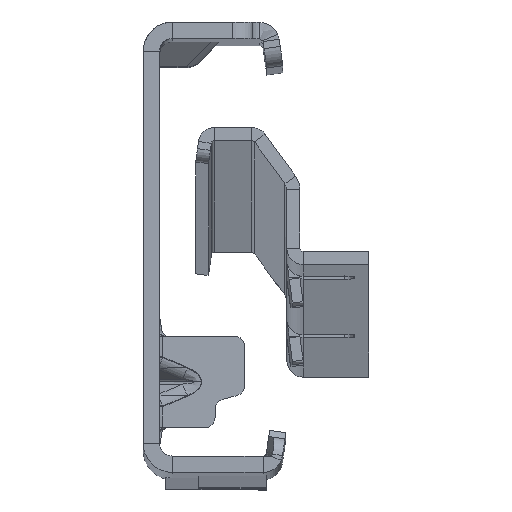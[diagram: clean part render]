
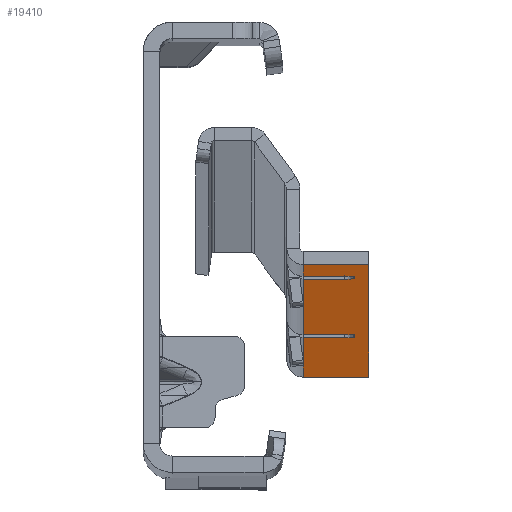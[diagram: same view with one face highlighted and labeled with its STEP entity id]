
A CAD part, top view. The second image highlights one B-rep face of the part: STEP entity #19410.
In plain terms, the highlighted face is planar.
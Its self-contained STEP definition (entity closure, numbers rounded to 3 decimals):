
#20 = LINE ( 'NONE', #46389, #2889 ) ;
#396 = VECTOR ( 'NONE', #5481, 1000. ) ;
#843 = VERTEX_POINT ( 'NONE', #20326 ) ;
#1742 = VERTEX_POINT ( 'NONE', #13235 ) ;
#1860 = VERTEX_POINT ( 'NONE', #26881 ) ;
#2343 = VERTEX_POINT ( 'NONE', #4869 ) ;
#2388 = CARTESIAN_POINT ( 'NONE',  ( 6.854, -2., -82.5 ) ) ;
#2865 = CARTESIAN_POINT ( 'NONE',  ( 10.554, -2., 0. ) ) ;
#2881 = CARTESIAN_POINT ( 'NONE',  ( 8.354, -2., -407. ) ) ;
#2889 = VECTOR ( 'NONE', #42318, 1000. ) ;
#3039 = DIRECTION ( 'NONE',  ( 1., 0., 0. ) ) ;
#3261 = VECTOR ( 'NONE', #25756, 1000. ) ;
#3303 = DIRECTION ( 'NONE',  ( -1., 0., 0. ) ) ;
#3547 = EDGE_LOOP ( 'NONE', ( #32312, #44620, #31101, #13204, #30048, #40163, #21113, #45567, #20716, #22747, #42345, #49653, #39602, #30271, #25211, #50252 ) ) ;
#4082 = LINE ( 'NONE', #18801, #5273 ) ;
#4107 = CARTESIAN_POINT ( 'NONE',  ( 0.5, -2., -68. ) ) ;
#4869 = CARTESIAN_POINT ( 'NONE',  ( 6.854, -2., -421.5 ) ) ;
#5182 = VECTOR ( 'NONE', #29697, 1000. ) ;
#5273 = VECTOR ( 'NONE', #38225, 1000. ) ;
#5481 = DIRECTION ( 'NONE',  ( 0., 0., 1. ) ) ;
#5499 = FACE_OUTER_BOUND ( 'NONE', #3547, .T. ) ;
#6026 = EDGE_CURVE ( 'NONE', #1742, #37896, #15987, .T. ) ;
#6191 = EDGE_CURVE ( 'NONE', #2343, #15725, #29469, .T. ) ;
#7100 = AXIS2_PLACEMENT_3D ( 'NONE', #38433, #15220, #3039 ) ;
#7494 = VECTOR ( 'NONE', #25023, 1000. ) ;
#7622 = CIRCLE ( 'NONE', #36129, 1.5 ) ;
#8428 = CARTESIAN_POINT ( 'NONE',  ( 0.5, -2., -650. ) ) ;
#8510 = CARTESIAN_POINT ( 'NONE',  ( 0.5, -2., -84. ) ) ;
#8673 = AXIS2_PLACEMENT_3D ( 'NONE', #17445, #12889, #44445 ) ;
#9095 = CARTESIAN_POINT ( 'NONE',  ( 6.854, -2., -407. ) ) ;
#10507 = DIRECTION ( 'NONE',  ( -1., 0., 0. ) ) ;
#11046 = VECTOR ( 'NONE', #34776, 1000. ) ;
#11144 = EDGE_CURVE ( 'NONE', #16626, #36610, #14519, .T. ) ;
#11804 = CARTESIAN_POINT ( 'NONE',  ( 8.354, -2., -69.5 ) ) ;
#12889 = DIRECTION ( 'NONE',  ( 0., 1., 0. ) ) ;
#13026 = VERTEX_POINT ( 'NONE', #2881 ) ;
#13204 = ORIENTED_EDGE ( 'NONE', *, *, #25473, .T. ) ;
#13235 = CARTESIAN_POINT ( 'NONE',  ( 0.5, -2., -405.5 ) ) ;
#13371 = CARTESIAN_POINT ( 'NONE',  ( 0.5, -2., -650. ) ) ;
#13640 = VECTOR ( 'NONE', #32293, 1000. ) ;
#13691 = EDGE_CURVE ( 'NONE', #843, #16626, #7622, .T. ) ;
#14519 = LINE ( 'NONE', #45831, #27096 ) ;
#15148 = VERTEX_POINT ( 'NONE', #4107 ) ;
#15220 = DIRECTION ( 'NONE',  ( 0., 1., 0. ) ) ;
#15260 = CIRCLE ( 'NONE', #45396, 1.5 ) ;
#15448 = EDGE_CURVE ( 'NONE', #37629, #29186, #16040, .T. ) ;
#15720 = CARTESIAN_POINT ( 'NONE',  ( -1.146, -2., -405.5 ) ) ;
#15725 = VERTEX_POINT ( 'NONE', #46851 ) ;
#15942 = LINE ( 'NONE', #21172, #7494 ) ;
#15977 = EDGE_CURVE ( 'NONE', #37896, #13026, #15260, .T. ) ;
#15987 = LINE ( 'NONE', #15720, #36463 ) ;
#16040 = CIRCLE ( 'NONE', #7100, 1.5 ) ;
#16463 = DIRECTION ( 'NONE',  ( 1., 0., 0. ) ) ;
#16548 = VECTOR ( 'NONE', #18363, 1000. ) ;
#16626 = VERTEX_POINT ( 'NONE', #41710 ) ;
#17445 = CARTESIAN_POINT ( 'NONE',  ( 0., -2., -650. ) ) ;
#17450 = LINE ( 'NONE', #25092, #5182 ) ;
#17506 = DIRECTION ( 'NONE',  ( 0., 1., 0. ) ) ;
#17685 = EDGE_CURVE ( 'NONE', #29186, #843, #19168, .T. ) ;
#17695 = LINE ( 'NONE', #13371, #396 ) ;
#18363 = DIRECTION ( 'NONE',  ( 0., 0., 1. ) ) ;
#18801 = CARTESIAN_POINT ( 'NONE',  ( 6.854, -2., -68. ) ) ;
#19168 = LINE ( 'NONE', #11804, #11046 ) ;
#19410 = ADVANCED_FACE ( 'NONE', ( #5499 ), #47792, .F. ) ;
#19853 = VERTEX_POINT ( 'NONE', #8428 ) ;
#20326 = CARTESIAN_POINT ( 'NONE',  ( 8.354, -2., -82.5 ) ) ;
#20716 = ORIENTED_EDGE ( 'NONE', *, *, #15448, .T. ) ;
#20769 = DIRECTION ( 'NONE',  ( 0., 0., 1. ) ) ;
#21113 = ORIENTED_EDGE ( 'NONE', *, *, #35253, .F. ) ;
#21172 = CARTESIAN_POINT ( 'NONE',  ( 0., -2., 0. ) ) ;
#21275 = EDGE_CURVE ( 'NONE', #15148, #37629, #4082, .T. ) ;
#21737 = EDGE_CURVE ( 'NONE', #49496, #1860, #15942, .T. ) ;
#22747 = ORIENTED_EDGE ( 'NONE', *, *, #17685, .T. ) ;
#23598 = CIRCLE ( 'NONE', #47245, 1.5 ) ;
#24979 = CARTESIAN_POINT ( 'NONE',  ( 0.5, -2., -650. ) ) ;
#25023 = DIRECTION ( 'NONE',  ( -1., 0., 0. ) ) ;
#25092 = CARTESIAN_POINT ( 'NONE',  ( 10.554, -2., -650. ) ) ;
#25211 = ORIENTED_EDGE ( 'NONE', *, *, #15977, .T. ) ;
#25432 = DIRECTION ( 'NONE',  ( 0., 0., -1. ) ) ;
#25473 = EDGE_CURVE ( 'NONE', #19853, #29309, #17450, .T. ) ;
#25756 = DIRECTION ( 'NONE',  ( 0., 0., 1. ) ) ;
#26881 = CARTESIAN_POINT ( 'NONE',  ( 0.5, -2., 0. ) ) ;
#27096 = VECTOR ( 'NONE', #3303, 1000. ) ;
#28067 = CARTESIAN_POINT ( 'NONE',  ( 8.354, -2., -69.5 ) ) ;
#29186 = VERTEX_POINT ( 'NONE', #28067 ) ;
#29309 = VERTEX_POINT ( 'NONE', #47947 ) ;
#29469 = LINE ( 'NONE', #44999, #13640 ) ;
#29697 = DIRECTION ( 'NONE',  ( 1., 0., 0. ) ) ;
#30043 = DIRECTION ( 'NONE',  ( 0., 1., 0. ) ) ;
#30048 = ORIENTED_EDGE ( 'NONE', *, *, #37776, .T. ) ;
#30271 = ORIENTED_EDGE ( 'NONE', *, *, #6026, .T. ) ;
#31101 = ORIENTED_EDGE ( 'NONE', *, *, #39698, .F. ) ;
#31719 = CARTESIAN_POINT ( 'NONE',  ( 8.354, -2., -420. ) ) ;
#32293 = DIRECTION ( 'NONE',  ( -1., 0., 0. ) ) ;
#32312 = ORIENTED_EDGE ( 'NONE', *, *, #33837, .T. ) ;
#32927 = EDGE_CURVE ( 'NONE', #1742, #36610, #44095, .T. ) ;
#33094 = DIRECTION ( 'NONE',  ( 0., 0., -1. ) ) ;
#33837 = EDGE_CURVE ( 'NONE', #40609, #2343, #23598, .T. ) ;
#34776 = DIRECTION ( 'NONE',  ( 0., 0., -1. ) ) ;
#35062 = VECTOR ( 'NONE', #20769, 1000. ) ;
#35253 = EDGE_CURVE ( 'NONE', #15148, #1860, #43063, .T. ) ;
#36129 = AXIS2_PLACEMENT_3D ( 'NONE', #2388, #37305, #10507 ) ;
#36463 = VECTOR ( 'NONE', #16463, 1000. ) ;
#36610 = VERTEX_POINT ( 'NONE', #8510 ) ;
#36625 = CARTESIAN_POINT ( 'NONE',  ( 0.5, -2., -650. ) ) ;
#37305 = DIRECTION ( 'NONE',  ( 0., 1., 0. ) ) ;
#37629 = VERTEX_POINT ( 'NONE', #45645 ) ;
#37761 = LINE ( 'NONE', #2865, #16548 ) ;
#37776 = EDGE_CURVE ( 'NONE', #29309, #49496, #37761, .T. ) ;
#37896 = VERTEX_POINT ( 'NONE', #48882 ) ;
#38225 = DIRECTION ( 'NONE',  ( 1., 0., 0. ) ) ;
#38433 = CARTESIAN_POINT ( 'NONE',  ( 6.854, -2., -69.5 ) ) ;
#39099 = EDGE_CURVE ( 'NONE', #13026, #40609, #20, .T. ) ;
#39602 = ORIENTED_EDGE ( 'NONE', *, *, #32927, .F. ) ;
#39698 = EDGE_CURVE ( 'NONE', #19853, #15725, #17695, .T. ) ;
#40163 = ORIENTED_EDGE ( 'NONE', *, *, #21737, .T. ) ;
#40609 = VERTEX_POINT ( 'NONE', #31719 ) ;
#41489 = CARTESIAN_POINT ( 'NONE',  ( 6.854, -2., -420. ) ) ;
#41710 = CARTESIAN_POINT ( 'NONE',  ( 6.854, -2., -84. ) ) ;
#41996 = CARTESIAN_POINT ( 'NONE',  ( 10.554, -2., 0. ) ) ;
#42318 = DIRECTION ( 'NONE',  ( 0., 0., -1. ) ) ;
#42345 = ORIENTED_EDGE ( 'NONE', *, *, #13691, .T. ) ;
#43063 = LINE ( 'NONE', #36625, #35062 ) ;
#44095 = LINE ( 'NONE', #24979, #3261 ) ;
#44445 = DIRECTION ( 'NONE',  ( -1., 0., 0. ) ) ;
#44620 = ORIENTED_EDGE ( 'NONE', *, *, #6191, .T. ) ;
#44999 = CARTESIAN_POINT ( 'NONE',  ( -1.146, -2., -421.5 ) ) ;
#45396 = AXIS2_PLACEMENT_3D ( 'NONE', #9095, #17506, #33094 ) ;
#45567 = ORIENTED_EDGE ( 'NONE', *, *, #21275, .T. ) ;
#45645 = CARTESIAN_POINT ( 'NONE',  ( 6.854, -2., -68. ) ) ;
#45831 = CARTESIAN_POINT ( 'NONE',  ( 6.854, -2., -84. ) ) ;
#46389 = CARTESIAN_POINT ( 'NONE',  ( 8.354, -2., -407. ) ) ;
#46851 = CARTESIAN_POINT ( 'NONE',  ( 0.5, -2., -421.5 ) ) ;
#47245 = AXIS2_PLACEMENT_3D ( 'NONE', #41489, #30043, #25432 ) ;
#47792 = PLANE ( 'NONE',  #8673 ) ;
#47947 = CARTESIAN_POINT ( 'NONE',  ( 10.554, -2., -650. ) ) ;
#48882 = CARTESIAN_POINT ( 'NONE',  ( 6.854, -2., -405.5 ) ) ;
#49496 = VERTEX_POINT ( 'NONE', #41996 ) ;
#49653 = ORIENTED_EDGE ( 'NONE', *, *, #11144, .T. ) ;
#50252 = ORIENTED_EDGE ( 'NONE', *, *, #39099, .T. ) ;
